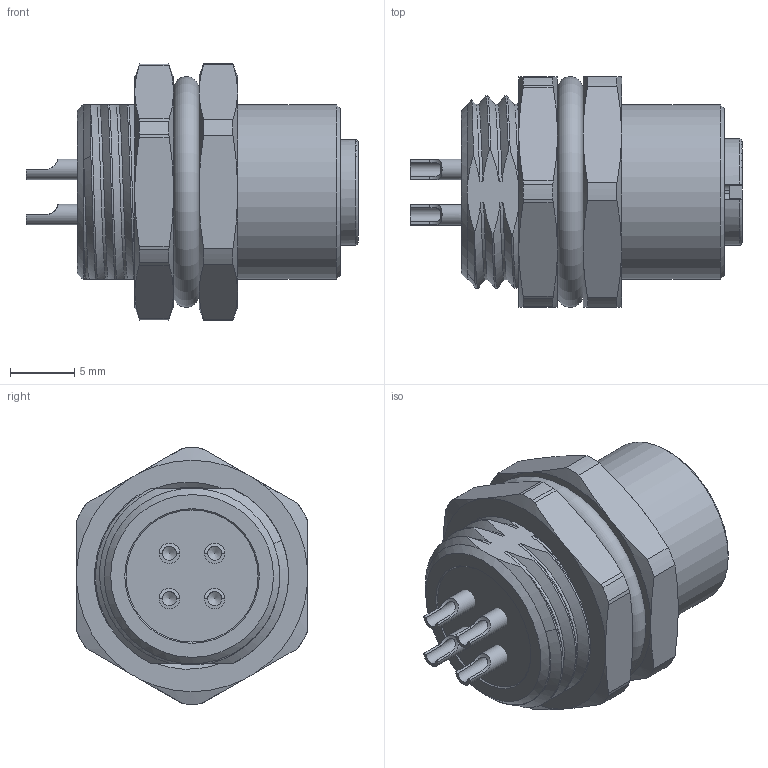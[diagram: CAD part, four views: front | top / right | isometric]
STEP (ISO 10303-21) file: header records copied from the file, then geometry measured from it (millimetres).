
FILE_DESCRIPTION(/* description */ ('Unknown'),/* implementation_level */ '2;1');
FILE_NAME(/* name */ '643060100604',/* time_stamp */ '2021-03-10T17:23:43+01:00',/* author */ ('Unknown'),/* organization */ ('Unknown'),/* preprocessor_version */ 'ST-DEVELOPER v16.7',/* originating_system */ 'DEX',/* authorisation */ $);
FILE_SCHEMA (('AUTOMOTIVE_DESIGN {1 0 10303 214 3 1 1}'));
Length unit declared in the file: millimetre
Products named in the file (8): 6430601006xx; 643060100604; 643xx01004xx_Seal_inner; 6430601006xx_Housing; 6430601006xx_Pin; 6430601006xx_Resin; 643xx01004xx_Seal_outer; 643xx01006xx_Nut
Assembly tree (10 placements, depth 2):
  6430601006xx
    643060100604
    643xx01004xx_Seal_inner
    6430601006xx_Housing
    6430601006xx_Pin  x4
    6430601006xx_Resin
    643xx01004xx_Seal_outer
    643xx01006xx_Nut
Bounding box: 25.9 x 18.01 x 20 mm (x, y, z)
Volume: 3689.2 mm3; surface area: 5690.8 mm2
Topology: 10 solids, 10 shells, 492 faces, 1199 edges, 776 vertices
Faces by surface type: plane 192, cylinder 158, cone 94, bspline 25, torus 23
Full cylindrical faces by diameter (mm): 1.05 x4, 1.1 x4, 1.2 x4, 1.3 x4, 1.6 x12, 1.66 x16, 1.7 x9, 1.79 x16, 1.9 x13, 8.3 x1, 8.74 x2, 9.14 x1, 9.16 x1, 9.5 x14, 10.58 x1, 10.6 x1, 13.6 x1
Entity records: 20469 total; most frequent: CARTESIAN_POINT 12752, DIRECTION 1501, ORIENTED_EDGE 1462, EDGE_CURVE 731, AXIS2_PLACEMENT_3D 618, VERTEX_POINT 534, FACE_BOUND 509, EDGE_LOOP 505
